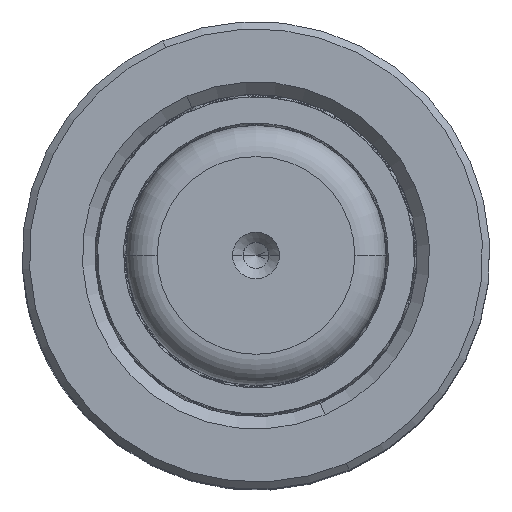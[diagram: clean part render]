
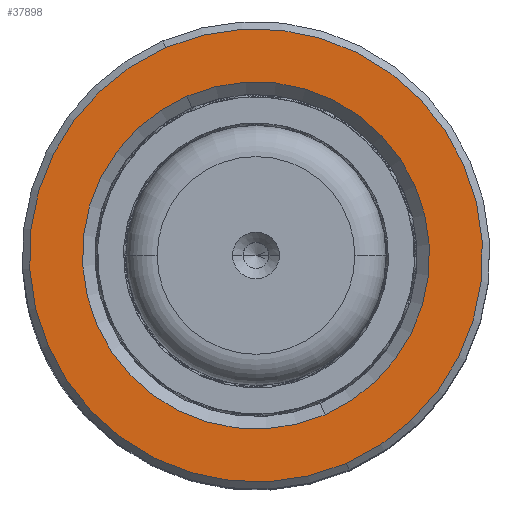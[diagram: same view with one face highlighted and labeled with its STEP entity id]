
A CAD part, top view. The second image highlights one B-rep face of the part: STEP entity #37898.
In plain terms, the highlighted planar face has unit normal (0, 0, 1).
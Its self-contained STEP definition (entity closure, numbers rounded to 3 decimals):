
#1676 = AXIS2_PLACEMENT_3D ( 'NONE', #46795, #24081, #28223 ) ;
#2295 = CARTESIAN_POINT ( 'NONE',  ( 0., 0., 60. ) ) ;
#2478 = CARTESIAN_POINT ( 'NONE',  ( 16.7, 0., 60. ) ) ;
#4894 = VERTEX_POINT ( 'NONE', #27825 ) ;
#7364 = DIRECTION ( 'NONE',  ( 0., 0., 1. ) ) ;
#7771 = CIRCLE ( 'NONE', #36128, 16.7 ) ;
#9148 = CIRCLE ( 'NONE', #1676, 16.7 ) ;
#9334 = AXIS2_PLACEMENT_3D ( 'NONE', #22695, #7364, #38419 ) ;
#9759 = ORIENTED_EDGE ( 'NONE', *, *, #45428, .T. ) ;
#10943 = VERTEX_POINT ( 'NONE', #32155 ) ;
#11859 = EDGE_CURVE ( 'NONE', #10943, #24990, #15081, .T. ) ;
#11877 = PLANE ( 'NONE',  #9334 ) ;
#14189 = AXIS2_PLACEMENT_3D ( 'NONE', #37088, #21888, #14374 ) ;
#14374 = DIRECTION ( 'NONE',  ( 1., 0., 0. ) ) ;
#14877 = DIRECTION ( 'NONE',  ( 0., 0., -1. ) ) ;
#15081 = CIRCLE ( 'NONE', #40738, 21.8 ) ;
#17788 = DIRECTION ( 'NONE',  ( 1., 0., 0. ) ) ;
#18897 = EDGE_LOOP ( 'NONE', ( #41813, #9759 ) ) ;
#21888 = DIRECTION ( 'NONE',  ( 0., 0., 1. ) ) ;
#22695 = CARTESIAN_POINT ( 'NONE',  ( 0., 0., 60. ) ) ;
#23265 = CIRCLE ( 'NONE', #14189, 21.8 ) ;
#24081 = DIRECTION ( 'NONE',  ( 0., 0., -1. ) ) ;
#24990 = VERTEX_POINT ( 'NONE', #36672 ) ;
#26175 = DIRECTION ( 'NONE',  ( 1., 0., 0. ) ) ;
#26850 = ORIENTED_EDGE ( 'NONE', *, *, #37343, .T. ) ;
#27825 = CARTESIAN_POINT ( 'NONE',  ( -16.7, 0., 60. ) ) ;
#28131 = FACE_BOUND ( 'NONE', #40955, .T. ) ;
#28223 = DIRECTION ( 'NONE',  ( 1., 0., 0. ) ) ;
#32155 = CARTESIAN_POINT ( 'NONE',  ( -21.8, 0., 60. ) ) ;
#36128 = AXIS2_PLACEMENT_3D ( 'NONE', #44901, #14877, #26175 ) ;
#36672 = CARTESIAN_POINT ( 'NONE',  ( 21.8, 0., 60. ) ) ;
#37088 = CARTESIAN_POINT ( 'NONE',  ( 0., 0., 60. ) ) ;
#37343 = EDGE_CURVE ( 'NONE', #4894, #48225, #9148, .T. ) ;
#37898 = ADVANCED_FACE ( 'NONE', ( #47107, #28131 ), #11877, .T. ) ;
#38419 = DIRECTION ( 'NONE',  ( 1., 0., 0. ) ) ;
#40738 = AXIS2_PLACEMENT_3D ( 'NONE', #2295, #47941, #17788 ) ;
#40955 = EDGE_LOOP ( 'NONE', ( #43203, #26850 ) ) ;
#41813 = ORIENTED_EDGE ( 'NONE', *, *, #11859, .T. ) ;
#43203 = ORIENTED_EDGE ( 'NONE', *, *, #45561, .T. ) ;
#44901 = CARTESIAN_POINT ( 'NONE',  ( 0., 0., 60. ) ) ;
#45428 = EDGE_CURVE ( 'NONE', #24990, #10943, #23265, .T. ) ;
#45561 = EDGE_CURVE ( 'NONE', #48225, #4894, #7771, .T. ) ;
#46795 = CARTESIAN_POINT ( 'NONE',  ( 0., 0., 60. ) ) ;
#47107 = FACE_OUTER_BOUND ( 'NONE', #18897, .T. ) ;
#47941 = DIRECTION ( 'NONE',  ( 0., 0., 1. ) ) ;
#48225 = VERTEX_POINT ( 'NONE', #2478 ) ;
